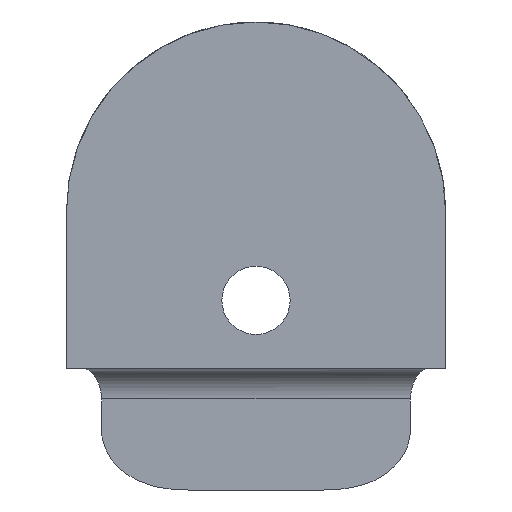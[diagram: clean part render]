
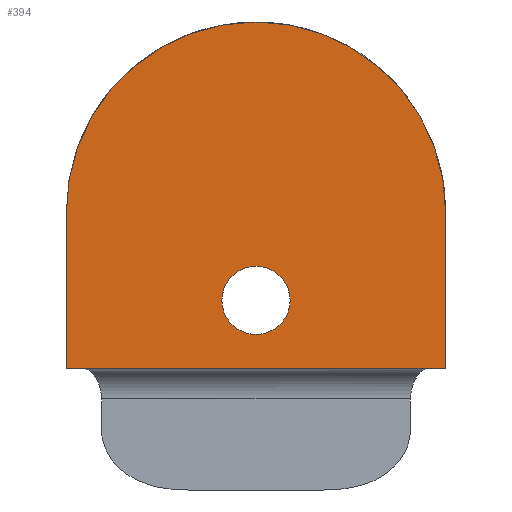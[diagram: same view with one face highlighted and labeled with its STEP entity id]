
A CAD part, front view. The second image highlights one B-rep face of the part: STEP entity #394.
In plain terms, the highlighted planar face has unit normal (0, -1, 0).
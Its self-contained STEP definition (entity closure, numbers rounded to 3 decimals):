
#18=FACE_BOUND('',#119,.T.);
#39=LINE('',#1199,#56);
#42=LINE('',#1208,#59);
#43=LINE('',#1210,#60);
#56=VECTOR('',#534,10.);
#59=VECTOR('',#545,10.);
#60=VECTOR('',#548,10.);
#67=PLANE('',#453);
#93=FACE_OUTER_BOUND('',#118,.T.);
#118=EDGE_LOOP('',(#360,#361,#362,#363,#364));
#119=EDGE_LOOP('',(#365));
#149=CIRCLE('',#435,2.25);
#158=CIRCLE('',#446,12.5);
#159=CIRCLE('',#450,12.5);
#183=VERTEX_POINT('',#881);
#186=VERTEX_POINT('',#949);
#191=VERTEX_POINT('',#1193);
#192=VERTEX_POINT('',#1197);
#193=VERTEX_POINT('',#1202);
#194=VERTEX_POINT('',#1206);
#228=EDGE_CURVE('',#183,#183,#149,.T.);
#244=EDGE_CURVE('',#186,#191,#158,.T.);
#246=EDGE_CURVE('',#191,#192,#39,.T.);
#247=EDGE_CURVE('',#193,#186,#159,.T.);
#250=EDGE_CURVE('',#192,#194,#42,.T.);
#251=EDGE_CURVE('',#194,#193,#43,.T.);
#360=ORIENTED_EDGE('',*,*,#250,.T.);
#361=ORIENTED_EDGE('',*,*,#251,.T.);
#362=ORIENTED_EDGE('',*,*,#247,.T.);
#363=ORIENTED_EDGE('',*,*,#244,.T.);
#364=ORIENTED_EDGE('',*,*,#246,.T.);
#365=ORIENTED_EDGE('',*,*,#228,.T.);
#394=ADVANCED_FACE('',(#93,#18),#67,.T.);
#435=AXIS2_PLACEMENT_3D('',#883,#505,#506);
#446=AXIS2_PLACEMENT_3D('',#1195,#529,#530);
#450=AXIS2_PLACEMENT_3D('',#1203,#539,#540);
#453=AXIS2_PLACEMENT_3D('',#1211,#549,#550);
#505=DIRECTION('center_axis',(0.,1.,0.));
#506=DIRECTION('ref_axis',(-1.,0.,0.));
#529=DIRECTION('center_axis',(0.,-1.,0.));
#530=DIRECTION('ref_axis',(-1.,0.,0.));
#534=DIRECTION('',(0.,0.,-1.));
#539=DIRECTION('center_axis',(0.,-1.,0.));
#540=DIRECTION('ref_axis',(-1.,0.,0.));
#545=DIRECTION('',(1.,0.,0.));
#548=DIRECTION('',(0.,0.,1.));
#549=DIRECTION('center_axis',(0.,-1.,0.));
#550=DIRECTION('ref_axis',(1.,0.,0.));
#881=CARTESIAN_POINT('',(2.25,-1.375,-3.));
#883=CARTESIAN_POINT('Origin',(0.,-1.375,
-3.));
#949=CARTESIAN_POINT('',(0.,-1.375,15.35));
#1193=CARTESIAN_POINT('',(-12.5,-1.375,2.85));
#1195=CARTESIAN_POINT('Origin',(0.,-1.375,2.85));
#1197=CARTESIAN_POINT('',(-12.5,-1.375,-7.5));
#1199=CARTESIAN_POINT('',(-12.5,-1.375,0.));
#1202=CARTESIAN_POINT('',(12.5,-1.375,2.85));
#1203=CARTESIAN_POINT('Origin',(0.,-1.375,2.85));
#1206=CARTESIAN_POINT('',(12.5,-1.375,-7.5));
#1208=CARTESIAN_POINT('',(-1.25,-1.375,-7.5));
#1210=CARTESIAN_POINT('',(12.5,-1.375,0.));
#1211=CARTESIAN_POINT('Origin',(-12.5,-1.375,0.));
